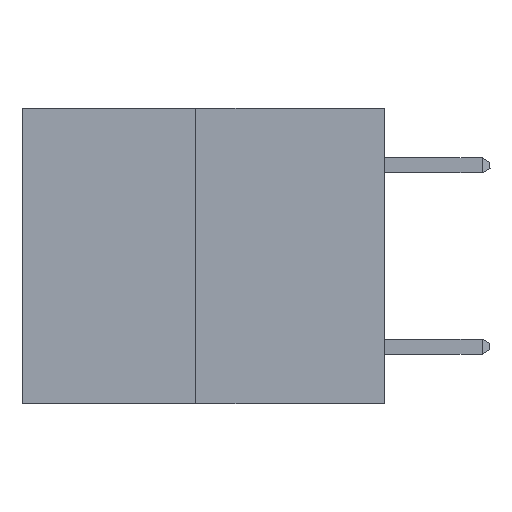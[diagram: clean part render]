
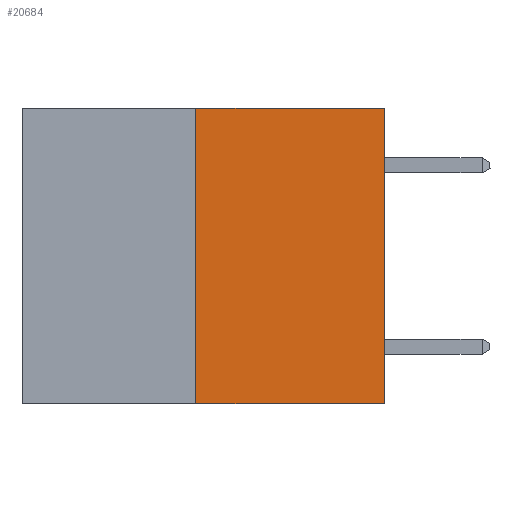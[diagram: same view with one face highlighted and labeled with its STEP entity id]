
A CAD part, left-side view. The second image highlights one B-rep face of the part: STEP entity #20684.
In plain terms, the highlighted planar face has unit normal (-1, 0, 0).
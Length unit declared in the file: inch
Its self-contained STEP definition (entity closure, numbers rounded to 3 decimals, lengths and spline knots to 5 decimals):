
#50 = VERTEX_POINT ( 'NONE', #13194 ) ;
#552 = CARTESIAN_POINT ( 'NONE',  ( 0., 0.312, -0.49 ) ) ;
#733 = DIRECTION ( 'NONE',  ( 0., -1., 0. ) ) ;
#1033 = EDGE_CURVE ( 'NONE', #9052, #9093, #2158, .T. ) ;
#1526 = FACE_OUTER_BOUND ( 'NONE', #3979, .T. ) ;
#1658 = PLANE ( 'NONE',  #14577 ) ;
#2024 = DIRECTION ( 'NONE',  ( 0., 0., 1. ) ) ;
#2030 = VECTOR ( 'NONE', #2024, 39.37008 ) ;
#2158 = LINE ( 'NONE', #11092, #20457 ) ;
#3489 = EDGE_CURVE ( 'NONE', #9052, #50, #10816, .T. ) ;
#3979 = EDGE_LOOP ( 'NONE', ( #18065, #9478, #15393, #6053 ) ) ;
#4186 = VERTEX_POINT ( 'NONE', #19185 ) ;
#5378 = DIRECTION ( 'NONE',  ( 0., 0., -1. ) ) ;
#5721 = LINE ( 'NONE', #10585, #9805 ) ;
#5956 = DIRECTION ( 'NONE',  ( 0., 0., 1. ) ) ;
#6053 = ORIENTED_EDGE ( 'NONE', *, *, #18914, .F. ) ;
#7059 = DIRECTION ( 'NONE',  ( 1., 0., 0. ) ) ;
#9052 = VERTEX_POINT ( 'NONE', #20437 ) ;
#9093 = VERTEX_POINT ( 'NONE', #13451 ) ;
#9202 = VECTOR ( 'NONE', #5956, 39.37008 ) ;
#9478 = ORIENTED_EDGE ( 'NONE', *, *, #1033, .T. ) ;
#9805 = VECTOR ( 'NONE', #17578, 39.37008 ) ;
#10585 = CARTESIAN_POINT ( 'NONE',  ( 0., 0.6, 0. ) ) ;
#10816 = LINE ( 'NONE', #552, #9202 ) ;
#11092 = CARTESIAN_POINT ( 'NONE',  ( 0., 0.6, -0.49 ) ) ;
#13194 = CARTESIAN_POINT ( 'NONE',  ( 0., 0.312, 0. ) ) ;
#13451 = CARTESIAN_POINT ( 'NONE',  ( 0., 0., -0.49 ) ) ;
#14577 = AXIS2_PLACEMENT_3D ( 'NONE', #22417, #7059, #5378 ) ;
#15174 = LINE ( 'NONE', #17684, #2030 ) ;
#15393 = ORIENTED_EDGE ( 'NONE', *, *, #21566, .T. ) ;
#17578 = DIRECTION ( 'NONE',  ( 0., -1., 0. ) ) ;
#17684 = CARTESIAN_POINT ( 'NONE',  ( 0., 0., 0. ) ) ;
#18065 = ORIENTED_EDGE ( 'NONE', *, *, #3489, .F. ) ;
#18914 = EDGE_CURVE ( 'NONE', #50, #4186, #5721, .T. ) ;
#19185 = CARTESIAN_POINT ( 'NONE',  ( 0., 0., 0. ) ) ;
#20437 = CARTESIAN_POINT ( 'NONE',  ( 0., 0.312, -0.49 ) ) ;
#20457 = VECTOR ( 'NONE', #733, 39.37008 ) ;
#20684 = ADVANCED_FACE ( 'NONE', ( #1526 ), #1658, .F. ) ;
#21566 = EDGE_CURVE ( 'NONE', #9093, #4186, #15174, .T. ) ;
#22417 = CARTESIAN_POINT ( 'NONE',  ( 0., 0.6, 0. ) ) ;
